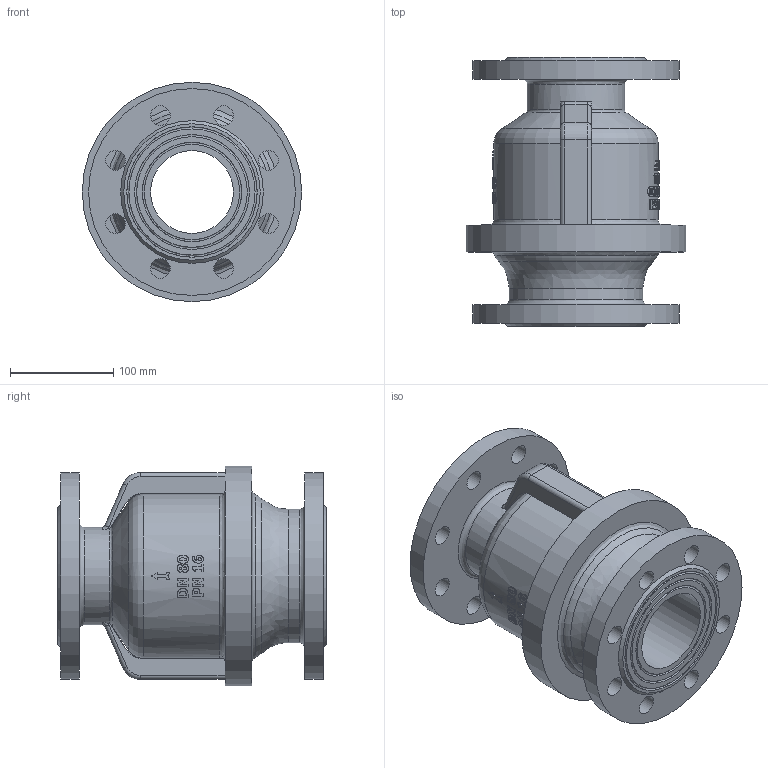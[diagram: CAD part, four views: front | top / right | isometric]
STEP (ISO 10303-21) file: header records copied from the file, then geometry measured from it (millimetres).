
FILE_DESCRIPTION((''),'2;1');
FILE_NAME('ONDASTOP DN 80 SHAPE.stp','2018-10-25T16:59:45',('BonifantiL'),(''),'Autodesk Inventor 2008','Autodesk Inventor 2008','');
FILE_SCHEMA(('AUTOMOTIVE_DESIGN { 1 0 10303 214 1 1 1 1 }'));
Length unit declared in the file: millimetre
Products named in the file (1): ONDASTOP DN 80 SHAPE
Bounding box: 212 x 260 x 212 mm (x, y, z)
Volume: 2199296.8 mm3; surface area: 433678.5 mm2
Topology: 1 solids, 1 shells, 650 faces, 1719 edges, 1139 vertices
Faces by surface type: plane 315, bspline 218, cylinder 98, torus 12, cone 7
Full cylindrical faces by diameter (mm): 19 x16, 80 x2, 94 x1, 115 x1, 129 x1, 145 x2, 152 x1, 154 x1, 159 x1, 200 x2, 212 x1
Entity records: 27312 total; most frequent: CARTESIAN_POINT 12444, ORIENTED_EDGE 3290, DIRECTION 2570, EDGE_CURVE 1645, VERTEX_POINT 1123, AXIS2_PLACEMENT_3D 911, EDGE_LOOP 812, VECTOR 748
